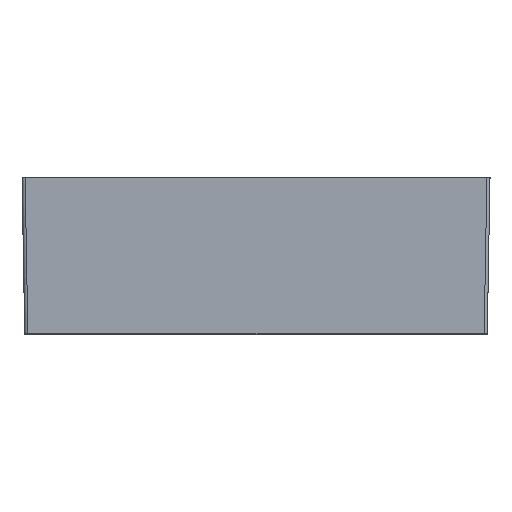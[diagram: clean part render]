
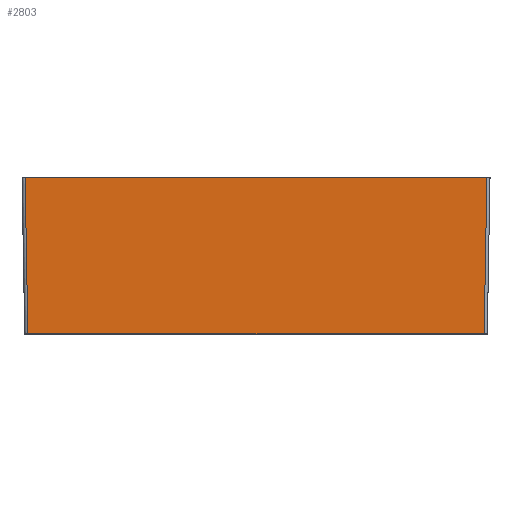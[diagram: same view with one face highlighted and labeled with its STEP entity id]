
A CAD part, top view. The second image highlights one B-rep face of the part: STEP entity #2803.
In plain terms, the highlighted planar face has unit normal (0, -0.018, 1).
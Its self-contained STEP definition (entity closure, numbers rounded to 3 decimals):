
#435 = EDGE_CURVE ( 'NONE', #8480, #5661, #6328, .T. ) ;
#1042 = CARTESIAN_POINT ( 'NONE',  ( -146.255, -100., 148.254 ) ) ;
#2085 = LINE ( 'NONE', #6636, #4126 ) ;
#2693 = CARTESIAN_POINT ( 'NONE',  ( -147.91, -5.198, 149.909 ) ) ;
#2746 = CARTESIAN_POINT ( 'NONE',  ( 148., 0., 150. ) ) ;
#2803 = ADVANCED_FACE ( 'NONE', ( #14182 ), #3939, .T. ) ;
#3939 = PLANE ( 'NONE',  #13156 ) ;
#4126 = VECTOR ( 'NONE', #11170, 1000. ) ;
#4528 = VECTOR ( 'NONE', #7321, 1000. ) ;
#5083 = LINE ( 'NONE', #2693, #4528 ) ;
#5200 = DIRECTION ( 'NONE',  ( 0., -0.017, 1. ) ) ;
#5376 = EDGE_CURVE ( 'NONE', #14482, #5661, #14565, .T. ) ;
#5433 = DIRECTION ( 'NONE',  ( 1., 0., 0. ) ) ;
#5505 = CARTESIAN_POINT ( 'NONE',  ( 150., 0., 150. ) ) ;
#5527 = DIRECTION ( 'NONE',  ( 0.017, 1., 0.017 ) ) ;
#5661 = VERTEX_POINT ( 'NONE', #2746 ) ;
#6032 = VECTOR ( 'NONE', #5527, 1000. ) ;
#6328 = LINE ( 'NONE', #12067, #6981 ) ;
#6394 = ORIENTED_EDGE ( 'NONE', *, *, #5376, .T. ) ;
#6636 = CARTESIAN_POINT ( 'NONE',  ( 150., -100., 148.254 ) ) ;
#6981 = VECTOR ( 'NONE', #5433, 1000. ) ;
#7321 = DIRECTION ( 'NONE',  ( 0.017, -1., -0.017 ) ) ;
#7975 = CARTESIAN_POINT ( 'NONE',  ( -148., 0., 150. ) ) ;
#8286 = EDGE_CURVE ( 'NONE', #14482, #13510, #2085, .T. ) ;
#8480 = VERTEX_POINT ( 'NONE', #7975 ) ;
#9623 = CARTESIAN_POINT ( 'NONE',  ( 146.255, -100., 148.254 ) ) ;
#10850 = ORIENTED_EDGE ( 'NONE', *, *, #8286, .F. ) ;
#11155 = DIRECTION ( 'NONE',  ( 0., -1., -0.017 ) ) ;
#11170 = DIRECTION ( 'NONE',  ( -1., 0., 0. ) ) ;
#12067 = CARTESIAN_POINT ( 'NONE',  ( 150., 0., 150. ) ) ;
#12075 = EDGE_LOOP ( 'NONE', ( #10850, #6394, #12653, #14774 ) ) ;
#12653 = ORIENTED_EDGE ( 'NONE', *, *, #435, .F. ) ;
#13156 = AXIS2_PLACEMENT_3D ( 'NONE', #5505, #5200, #11155 ) ;
#13449 = CARTESIAN_POINT ( 'NONE',  ( 148.001, 0.035, 150.001 ) ) ;
#13510 = VERTEX_POINT ( 'NONE', #1042 ) ;
#14182 = FACE_OUTER_BOUND ( 'NONE', #12075, .T. ) ;
#14482 = VERTEX_POINT ( 'NONE', #9623 ) ;
#14565 = LINE ( 'NONE', #13449, #6032 ) ;
#14684 = EDGE_CURVE ( 'NONE', #8480, #13510, #5083, .T. ) ;
#14774 = ORIENTED_EDGE ( 'NONE', *, *, #14684, .T. ) ;
